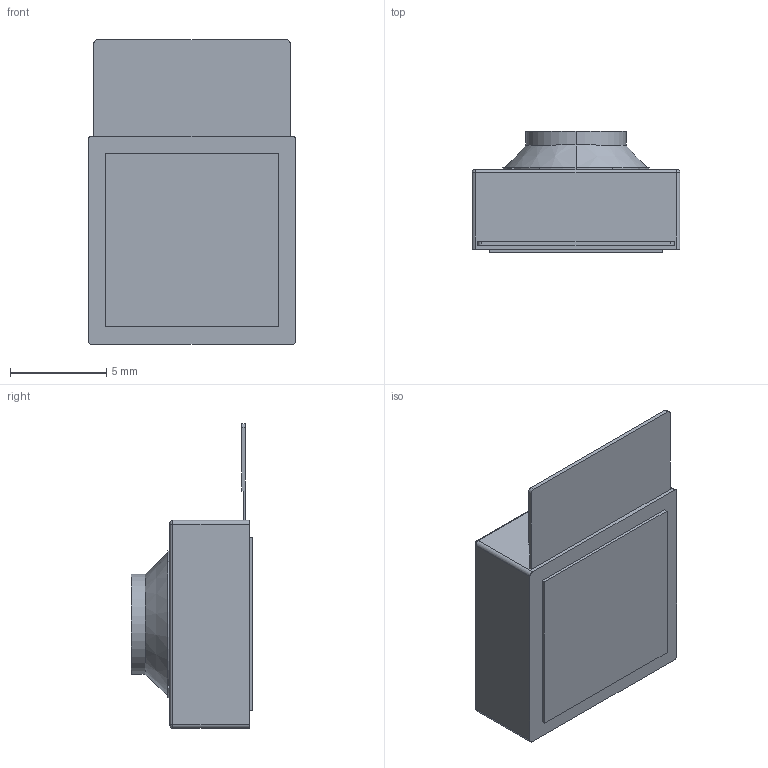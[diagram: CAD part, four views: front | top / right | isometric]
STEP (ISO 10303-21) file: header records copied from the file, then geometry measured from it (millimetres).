
FILE_DESCRIPTION (( 'STEP AP214' ), '1' );
FILE_NAME ('arducam-pcpy004-imx378(2023.05.11).STEP', '2023-05-11T12:13:26', ( '' ), ( '' ), 'SwSTEP 2.0', 'SolidWorks 2021', '' );
FILE_SCHEMA (( 'AUTOMOTIVE_DESIGN' ));
Length unit declared in the file: millimetre
Products named in the file (1): arducam-pcpy004-imx378(2023.05.11)
Bounding box: 10.8 x 6.29 x 15.82 mm (x, y, z)
Volume: 557.4 mm3; surface area: 551.7 mm2
Topology: 1 solids, 1 shells, 86 faces, 219 edges, 140 vertices
Faces by surface type: plane 48, cylinder 28, cone 4, torus 4, sphere 2
Entity records: 3259 total; most frequent: DIRECTION 472, CARTESIAN_POINT 446, ORIENTED_EDGE 438, EDGE_CURVE 219, AXIS2_PLACEMENT_3D 166, VERTEX_POINT 140, LINE 140, VECTOR 140
